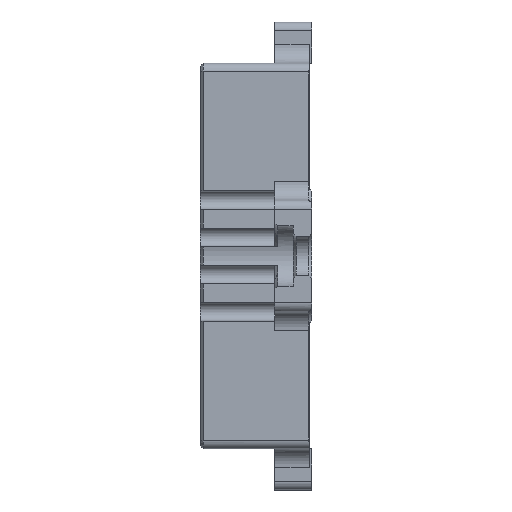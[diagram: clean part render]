
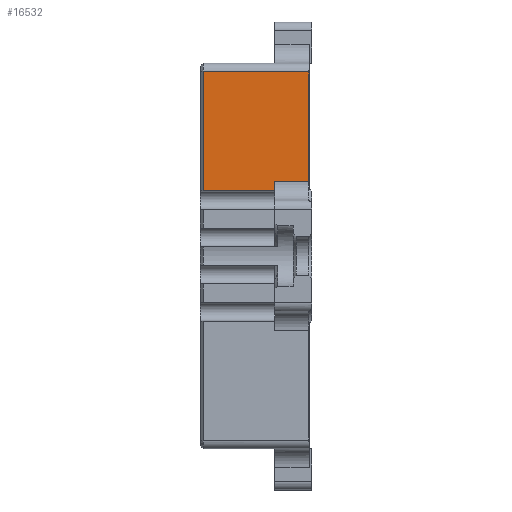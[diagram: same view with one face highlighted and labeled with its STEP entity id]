
A CAD part, left-side view. The second image highlights one B-rep face of the part: STEP entity #16532.
In plain terms, the highlighted planar face has unit normal (-1, 0, 0).
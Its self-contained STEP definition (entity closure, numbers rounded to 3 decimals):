
#7620=DIRECTION('',(0.,0.,-1.));
#7621=VECTOR('',#7620,1.588);
#7622=CARTESIAN_POINT('',(-20.955,-3.175,12.7));
#7623=LINE('',#7622,#7621);
#7786=DIRECTION('',(0.,1.,0.));
#7787=VECTOR('',#7786,5.842);
#7788=CARTESIAN_POINT('',(-20.955,-9.017,12.7));
#7789=LINE('',#7788,#7787);
#7790=DIRECTION('',(0.,-1.,0.));
#7791=VECTOR('',#7790,18.034);
#7792=CARTESIAN_POINT('',(-20.955,9.017,31.455));
#7793=LINE('',#7792,#7791);
#7794=DIRECTION('',(0.,0.,-1.));
#7795=VECTOR('',#7794,18.755);
#7796=CARTESIAN_POINT('',(-20.955,-9.017,31.455));
#7797=LINE('',#7796,#7795);
#7798=DIRECTION('',(0.,-1.,0.));
#7799=VECTOR('',#7798,12.192);
#7800=CARTESIAN_POINT('',(-20.955,9.017,11.113));
#7801=LINE('',#7800,#7799);
#7822=DIRECTION('',(0.,0.,-1.));
#7823=VECTOR('',#7822,20.343);
#7824=CARTESIAN_POINT('',(-20.955,9.017,31.455));
#7825=LINE('',#7824,#7823);
#11303=CARTESIAN_POINT('',(-20.955,-9.017,31.455));
#14742=CARTESIAN_POINT('',(-20.955,9.017,11.113));
#14743=CARTESIAN_POINT('',(-20.955,-3.175,11.113));
#14744=VERTEX_POINT('',#14742);
#14745=VERTEX_POINT('',#14743);
#14753=CARTESIAN_POINT('',(-20.955,-3.175,12.7));
#14755=VERTEX_POINT('',#14753);
#14765=CARTESIAN_POINT('',(-20.955,-9.017,12.7));
#14767=VERTEX_POINT('',#14765);
#15574=VERTEX_POINT('',#11303);
#15575=CARTESIAN_POINT('',(-20.955,9.017,31.455));
#15576=VERTEX_POINT('',#15575);
#16515=CARTESIAN_POINT('',(-20.955,9.525,0.));
#16516=DIRECTION('',(1.,0.,0.));
#16517=DIRECTION('',(0.,0.,-1.));
#16518=AXIS2_PLACEMENT_3D('',#16515,#16516,#16517);
#16519=PLANE('',#16518);
#16521=ORIENTED_EDGE('',*,*,#16520,.T.);
#16523=ORIENTED_EDGE('',*,*,#16522,.T.);
#16524=ORIENTED_EDGE('',*,*,#16508,.T.);
#16525=ORIENTED_EDGE('',*,*,#16304,.T.);
#16527=ORIENTED_EDGE('',*,*,#16526,.F.);
#16529=ORIENTED_EDGE('',*,*,#16528,.F.);
#16530=EDGE_LOOP('',(#16521,#16523,#16524,#16525,#16527,#16529));
#16531=FACE_OUTER_BOUND('',#16530,.F.);
#16532=ADVANCED_FACE('',(#16531),#16519,.F.);
#16304=EDGE_CURVE('',#14755,#14745,#7623,.T.);
#16508=EDGE_CURVE('',#14767,#14755,#7789,.T.);
#16520=EDGE_CURVE('',#15576,#15574,#7793,.T.);
#16522=EDGE_CURVE('',#15574,#14767,#7797,.T.);
#16526=EDGE_CURVE('',#14744,#14745,#7801,.T.);
#16528=EDGE_CURVE('',#15576,#14744,#7825,.T.);
